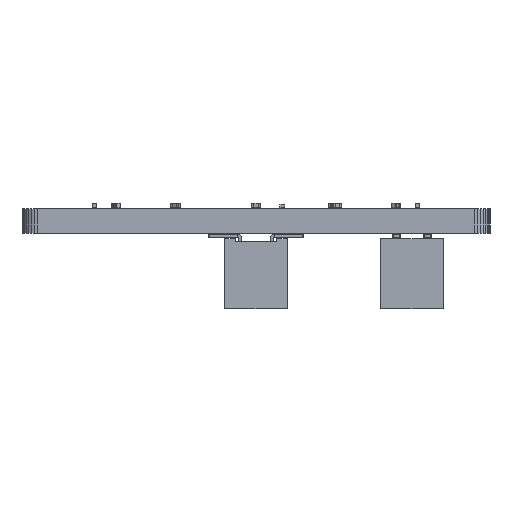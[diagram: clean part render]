
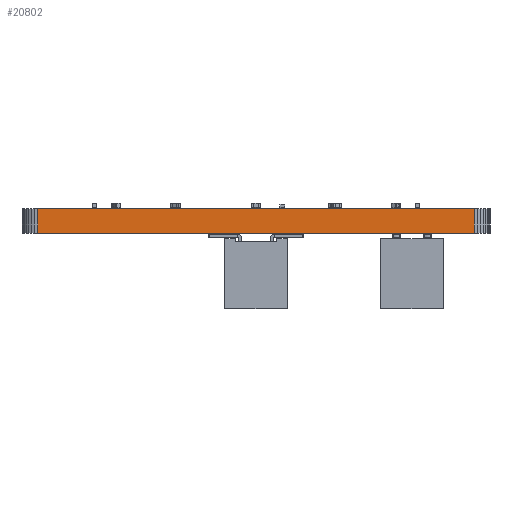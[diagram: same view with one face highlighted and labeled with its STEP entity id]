
A CAD part, left-side view. The second image highlights one B-rep face of the part: STEP entity #20802.
In plain terms, the highlighted planar face has unit normal (-1, 0, 0).
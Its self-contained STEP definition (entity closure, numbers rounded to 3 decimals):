
#14241 = PLANE('',#14242);
#14242 = AXIS2_PLACEMENT_3D('',#14243,#14244,#14245);
#14243 = CARTESIAN_POINT('',(0.,0.,1.58)
  );
#14244 = DIRECTION('',(-0.,-0.,-1.));
#14245 = DIRECTION('',(-1.,0.,0.));
#14295 = PLANE('',#14296);
#14296 = AXIS2_PLACEMENT_3D('',#14297,#14298,#14299);
#14297 = CARTESIAN_POINT('',(0.,0.,0.));
#14298 = DIRECTION('',(-0.,-0.,-1.));
#14299 = DIRECTION('',(-1.,0.,0.));
#15076 = VERTEX_POINT('',#15077);
#15077 = CARTESIAN_POINT('',(-15.,-14.,0.));
#15091 = PLANE('',#15092);
#15092 = AXIS2_PLACEMENT_3D('',#15093,#15094,#15095);
#15093 = CARTESIAN_POINT('',(-14.981,-14.195,0.));
#15094 = DIRECTION('',(-0.995,-0.098,0.));
#15095 = DIRECTION('',(-0.098,0.995,0.));
#15103 = EDGE_CURVE('',#15076,#15104,#15106,.T.);
#15104 = VERTEX_POINT('',#15105);
#15105 = CARTESIAN_POINT('',(-15.,14.,0.));
#15106 = SURFACE_CURVE('',#15107,(#15111,#15118),.PCURVE_S1.);
#15107 = LINE('',#15108,#15109);
#15108 = CARTESIAN_POINT('',(-15.,-14.,0.));
#15109 = VECTOR('',#15110,1.);
#15110 = DIRECTION('',(0.,1.,0.));
#15111 = PCURVE('',#14295,#15112);
#15112 = DEFINITIONAL_REPRESENTATION('',(#15113),#15117);
#15113 = LINE('',#15114,#15115);
#15114 = CARTESIAN_POINT('',(15.,-14.));
#15115 = VECTOR('',#15116,1.);
#15116 = DIRECTION('',(0.,1.));
#15117 = ( GEOMETRIC_REPRESENTATION_CONTEXT(2) 
PARAMETRIC_REPRESENTATION_CONTEXT() REPRESENTATION_CONTEXT('2D SPACE',''
  ) );
#15118 = PCURVE('',#15119,#15124);
#15119 = PLANE('',#15120);
#15120 = AXIS2_PLACEMENT_3D('',#15121,#15122,#15123);
#15121 = CARTESIAN_POINT('',(-15.,-14.,0.));
#15122 = DIRECTION('',(-1.,0.,0.));
#15123 = DIRECTION('',(0.,1.,0.));
#15124 = DEFINITIONAL_REPRESENTATION('',(#15125),#15129);
#15125 = LINE('',#15126,#15127);
#15126 = CARTESIAN_POINT('',(0.,0.));
#15127 = VECTOR('',#15128,1.);
#15128 = DIRECTION('',(1.,0.));
#15129 = ( GEOMETRIC_REPRESENTATION_CONTEXT(2) 
PARAMETRIC_REPRESENTATION_CONTEXT() REPRESENTATION_CONTEXT('2D SPACE',''
  ) );
#15147 = PLANE('',#15148);
#15148 = AXIS2_PLACEMENT_3D('',#15149,#15150,#15151);
#15149 = CARTESIAN_POINT('',(-15.,14.,0.));
#15150 = DIRECTION('',(-0.995,0.098,0.));
#15151 = DIRECTION('',(0.098,0.995,0.));
#18180 = VERTEX_POINT('',#18181);
#18181 = CARTESIAN_POINT('',(-15.,-14.,1.58));
#18202 = EDGE_CURVE('',#18180,#18203,#18205,.T.);
#18203 = VERTEX_POINT('',#18204);
#18204 = CARTESIAN_POINT('',(-15.,14.,1.58));
#18205 = SURFACE_CURVE('',#18206,(#18210,#18217),.PCURVE_S1.);
#18206 = LINE('',#18207,#18208);
#18207 = CARTESIAN_POINT('',(-15.,-14.,1.58));
#18208 = VECTOR('',#18209,1.);
#18209 = DIRECTION('',(0.,1.,0.));
#18210 = PCURVE('',#14241,#18211);
#18211 = DEFINITIONAL_REPRESENTATION('',(#18212),#18216);
#18212 = LINE('',#18213,#18214);
#18213 = CARTESIAN_POINT('',(15.,-14.));
#18214 = VECTOR('',#18215,1.);
#18215 = DIRECTION('',(0.,1.));
#18216 = ( GEOMETRIC_REPRESENTATION_CONTEXT(2) 
PARAMETRIC_REPRESENTATION_CONTEXT() REPRESENTATION_CONTEXT('2D SPACE',''
  ) );
#18217 = PCURVE('',#15119,#18218);
#18218 = DEFINITIONAL_REPRESENTATION('',(#18219),#18223);
#18219 = LINE('',#18220,#18221);
#18220 = CARTESIAN_POINT('',(0.,-1.58));
#18221 = VECTOR('',#18222,1.);
#18222 = DIRECTION('',(1.,0.));
#18223 = ( GEOMETRIC_REPRESENTATION_CONTEXT(2) 
PARAMETRIC_REPRESENTATION_CONTEXT() REPRESENTATION_CONTEXT('2D SPACE',''
  ) );
#20752 = EDGE_CURVE('',#15104,#18203,#20753,.T.);
#20753 = SURFACE_CURVE('',#20754,(#20758,#20765),.PCURVE_S1.);
#20754 = LINE('',#20755,#20756);
#20755 = CARTESIAN_POINT('',(-15.,14.,0.));
#20756 = VECTOR('',#20757,1.);
#20757 = DIRECTION('',(0.,0.,1.));
#20758 = PCURVE('',#15147,#20759);
#20759 = DEFINITIONAL_REPRESENTATION('',(#20760),#20764);
#20760 = LINE('',#20761,#20762);
#20761 = CARTESIAN_POINT('',(0.,0.));
#20762 = VECTOR('',#20763,1.);
#20763 = DIRECTION('',(0.,-1.));
#20764 = ( GEOMETRIC_REPRESENTATION_CONTEXT(2) 
PARAMETRIC_REPRESENTATION_CONTEXT() REPRESENTATION_CONTEXT('2D SPACE',''
  ) );
#20765 = PCURVE('',#15119,#20766);
#20766 = DEFINITIONAL_REPRESENTATION('',(#20767),#20771);
#20767 = LINE('',#20768,#20769);
#20768 = CARTESIAN_POINT('',(28.,0.));
#20769 = VECTOR('',#20770,1.);
#20770 = DIRECTION('',(0.,-1.));
#20771 = ( GEOMETRIC_REPRESENTATION_CONTEXT(2) 
PARAMETRIC_REPRESENTATION_CONTEXT() REPRESENTATION_CONTEXT('2D SPACE',''
  ) );
#20802 = ADVANCED_FACE('',(#20803),#15119,.T.);
#20803 = FACE_BOUND('',#20804,.T.);
#20804 = EDGE_LOOP('',(#20805,#20826,#20827,#20828));
#20805 = ORIENTED_EDGE('',*,*,#20806,.T.);
#20806 = EDGE_CURVE('',#15076,#18180,#20807,.T.);
#20807 = SURFACE_CURVE('',#20808,(#20812,#20819),.PCURVE_S1.);
#20808 = LINE('',#20809,#20810);
#20809 = CARTESIAN_POINT('',(-15.,-14.,0.));
#20810 = VECTOR('',#20811,1.);
#20811 = DIRECTION('',(0.,0.,1.));
#20812 = PCURVE('',#15119,#20813);
#20813 = DEFINITIONAL_REPRESENTATION('',(#20814),#20818);
#20814 = LINE('',#20815,#20816);
#20815 = CARTESIAN_POINT('',(0.,0.));
#20816 = VECTOR('',#20817,1.);
#20817 = DIRECTION('',(0.,-1.));
#20818 = ( GEOMETRIC_REPRESENTATION_CONTEXT(2) 
PARAMETRIC_REPRESENTATION_CONTEXT() REPRESENTATION_CONTEXT('2D SPACE',''
  ) );
#20819 = PCURVE('',#15091,#20820);
#20820 = DEFINITIONAL_REPRESENTATION('',(#20821),#20825);
#20821 = LINE('',#20822,#20823);
#20822 = CARTESIAN_POINT('',(0.196,0.));
#20823 = VECTOR('',#20824,1.);
#20824 = DIRECTION('',(0.,-1.));
#20825 = ( GEOMETRIC_REPRESENTATION_CONTEXT(2) 
PARAMETRIC_REPRESENTATION_CONTEXT() REPRESENTATION_CONTEXT('2D SPACE',''
  ) );
#20826 = ORIENTED_EDGE('',*,*,#18202,.T.);
#20827 = ORIENTED_EDGE('',*,*,#20752,.F.);
#20828 = ORIENTED_EDGE('',*,*,#15103,.F.);
